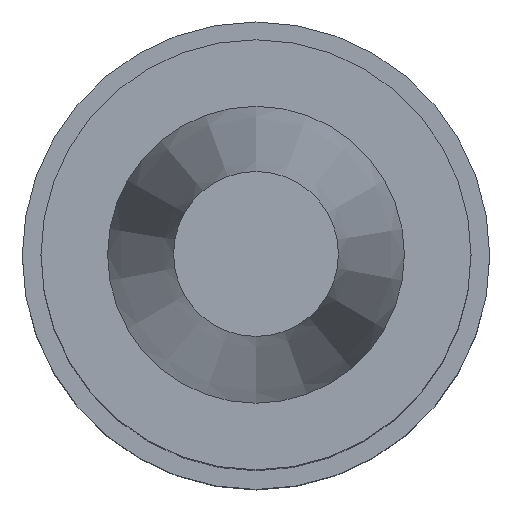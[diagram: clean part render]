
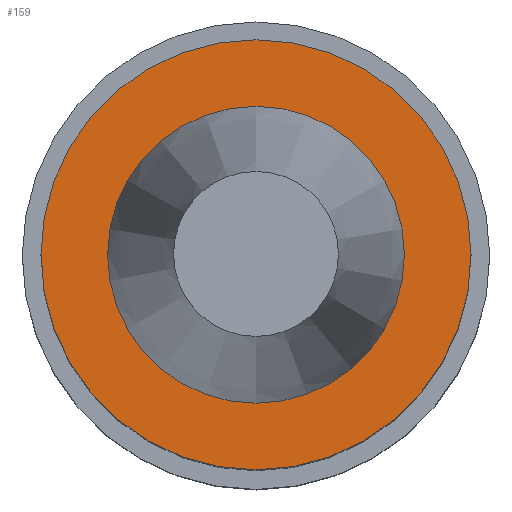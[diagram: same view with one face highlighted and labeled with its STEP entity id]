
A CAD part, top view. The second image highlights one B-rep face of the part: STEP entity #159.
In plain terms, the highlighted planar face has unit normal (0, 0, 1).
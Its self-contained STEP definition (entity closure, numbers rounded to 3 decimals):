
#126=EDGE_CURVE('Unnamed[1]',#269,#269,#270,.T.);
#133=EDGE_CURVE('Unnamed[1]',#280,#280,#281,.T.);
#159=ADVANCED_FACE('Unnamed[1]',(#316,#317),#318,.T.);
#269=VERTEX_POINT('',#443);
#270=CIRCLE('',#444,23.0);
#280=VERTEX_POINT('',#457);
#281=CIRCLE('',#458,15.875);
#316=FACE_OUTER_BOUND('',#501,.T.);
#317=FACE_BOUND('',#502,.T.);
#318=PLANE('',#503);
#443=CARTESIAN_POINT('',(0.,23.0,-1.));
#444=AXIS2_PLACEMENT_3D('',#607,#608,#609);
#457=CARTESIAN_POINT('',(0.,15.875,-1.));
#458=AXIS2_PLACEMENT_3D('',#619,#620,#621);
#501=EDGE_LOOP('',(#654));
#502=EDGE_LOOP('',(#655));
#503=AXIS2_PLACEMENT_3D('',#656,#657,#658);
#607=CARTESIAN_POINT('',(0.,0.,-1.0));
#608=DIRECTION('',(0.,0.,-1.0));
#609=DIRECTION('',(0.,1.0,0.));
#619=CARTESIAN_POINT('',(0.,0.,-1.0));
#620=DIRECTION('',(0.,0.,-1.0));
#621=DIRECTION('',(0.,1.0,0.));
#654=ORIENTED_EDGE('',*,*,#126,.F.);
#655=ORIENTED_EDGE('',*,*,#133,.T.);
#656=CARTESIAN_POINT('',(0.,19.438,-1.));
#657=DIRECTION('',(0.,0.,1.0));
#658=DIRECTION('',(0.,-1.0,0.));
